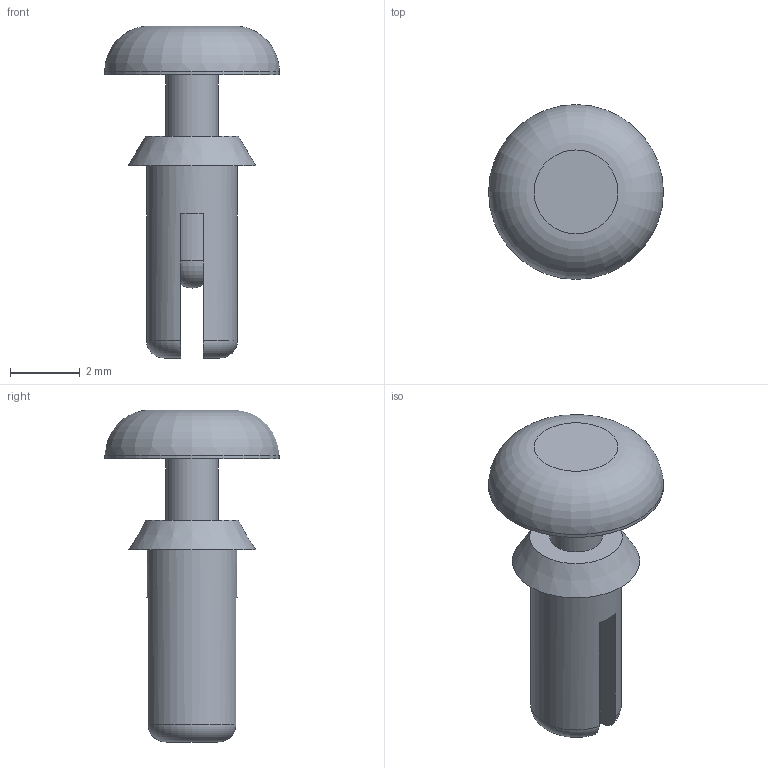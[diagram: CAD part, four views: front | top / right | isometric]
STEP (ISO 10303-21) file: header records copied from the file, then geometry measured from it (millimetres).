
FILE_DESCRIPTION(/* description */ ('Unknown'),/* implementation_level */ '2;1');
FILE_NAME(/* name */ '700971400',/* time_stamp */ '2019-02-12T10:01:22+01:00',/* author */ ('Unknown'),/* organization */ ('Unknown'),/* preprocessor_version */ 'ST-DEVELOPER v16.7',/* originating_system */ 'DEX',/* authorisation */ $);
FILE_SCHEMA (('AUTOMOTIVE_DESIGN {1 0 10303 214 3 1 1}'));
Length unit declared in the file: millimetre
Products named in the file (3): 700971400; Body; Pin
Assembly tree (2 placements, depth 2):
  700971400
    Body
    Pin
Bounding box: 5 x 5 x 9.5 mm (x, y, z)
Volume: 47.6 mm3; surface area: 180.9 mm2
Topology: 2 solids, 2 shells, 23 faces, 53 edges, 35 vertices
Faces by surface type: plane 13, cylinder 4, torus 4, cone 2
Full cylindrical faces by diameter (mm): 1.49 x1, 1.5 x1, 2.6 x1, 5 x1
Entity records: 676 total; most frequent: CARTESIAN_POINT 115, DIRECTION 110, ORIENTED_EDGE 82, AXIS2_PLACEMENT_3D 47, EDGE_CURVE 41, FACE_BOUND 35, EDGE_LOOP 34, VERTEX_POINT 32
